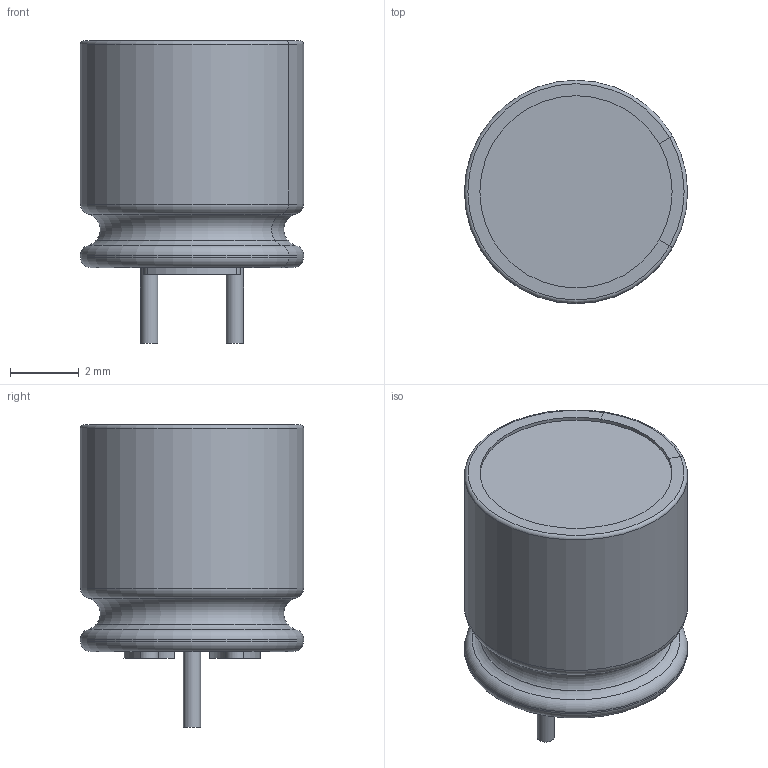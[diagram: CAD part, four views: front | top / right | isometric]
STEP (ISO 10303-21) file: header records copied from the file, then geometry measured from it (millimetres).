
FILE_DESCRIPTION(('FreeCAD Model'),'2;1');
FILE_NAME('CAPPR250-630X700.step', '2020-02-22T13:43:12',(''),(''),'Open CASCADE STEP processor 7.3', 'FreeCAD','Unknown');
FILE_SCHEMA(('AUTOMOTIVE_DESIGN { 1 0 10303 214 1 1 1 1 }'));
Length unit declared in the file: millimetre
Products named in the file (1): Compound003
Bounding box: 6.5 x 6.5 x 8.8 mm (x, y, z)
Volume: 211.9 mm3; surface area: 616.6 mm2
Topology: 6 solids, 6 shells, 88 faces, 633 edges, 1778 vertices
Faces by surface type: plane 29, cylinder 28, torus 24, bspline 7
Full cylindrical faces by diameter (mm): 0.5 x2, 1.1 x2, 1.2 x2, 5 x1, 5.6 x1, 6.3 x2
Entity records: 17169 total; most frequent: CARTESIAN_POINT 9098, DIRECTION 1293, AXIS2_PLACEMENT_3D 490, CIRCLE 456, GEOMETRIC_CURVE_SET 423, ORIENTED_EDGE 422, PCURVE 422, DEFINITIONAL_REPRESENTATION 422
